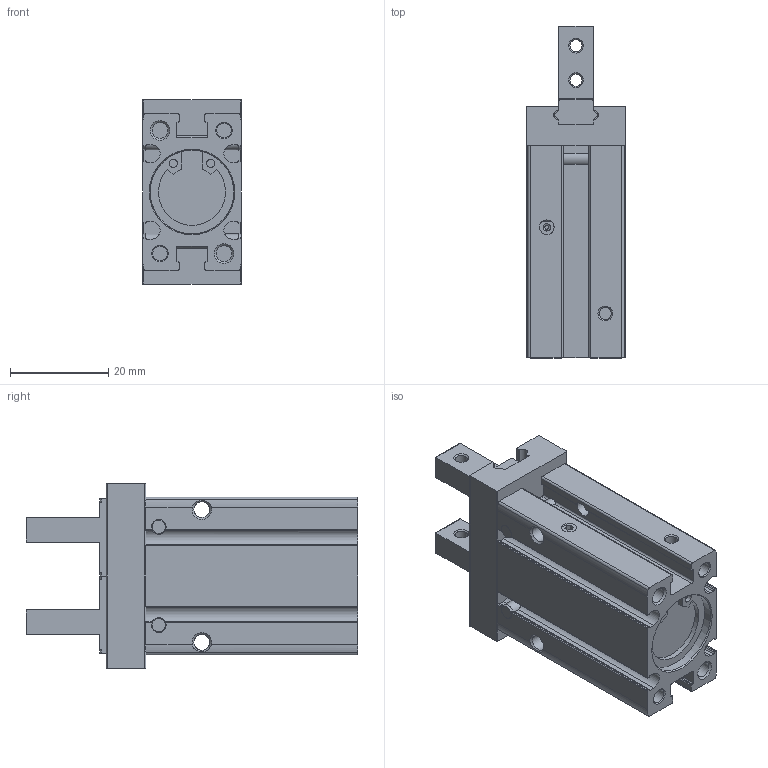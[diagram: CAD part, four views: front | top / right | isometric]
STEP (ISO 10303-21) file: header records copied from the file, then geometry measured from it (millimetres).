
FILE_DESCRIPTION(/* description */ ('STEP AP214'),/* implementation_level */ '2;1');
FILE_NAME(/* name */ '8116797_DHPC-16-A-NC-S',/* time_stamp */ '2024-08-19T17:51:53+02:00',/* author */ ('License CC BY-ND 4.0'),/* organization */ ('CADENAS'),/* preprocessor_version */ 'ST-DEVELOPER v19.3',/* originating_system */ 'PARTsolutions',/* authorisation */ ' ');
FILE_SCHEMA (('PROCESS_PLANNING_SCHEMA','AUTOMOTIVE_DESIGN {1 0 10303 214 3 1 1}'));
Length unit declared in the file: millimetre
Products named in the file (4): 8116797 DHPC-16-A-NC-S---(1high); 8116730 DHPC-16-A-NC-S---(highG); 8105745 DHPC-16-A---(high); 398225 M3-0.8---(high)
Assembly tree (4 placements, depth 2):
  8116797 DHPC-16-A-NC-S---(1high)
    8116730 DHPC-16-A-NC-S---(highG)
    8105745 DHPC-16-A---(high)  x2
    398225 M3-0.8---(high)
Bounding box: 20 x 67.4 x 37.4 mm (x, y, z)
Volume: 28916.1 mm3; surface area: 12144.1 mm2
Topology: 4 solids, 4 shells, 475 faces, 1242 edges, 798 vertices
Faces by surface type: plane 255, cylinder 185, cone 31, torus 4
Full cylindrical faces by diameter (mm): 0.8 x1, 1.7 x2, 2.459 x6, 3 x7, 3.242 x8, 3.8 x4, 4.4 x4, 17 x1
Entity records: 11903 total; most frequent: CARTESIAN_POINT 2219, DIRECTION 2028, ORIENTED_EDGE 1908, EDGE_CURVE 954, AXIS2_PLACEMENT_3D 727, VERTEX_POINT 646, LINE 574, VECTOR 574
